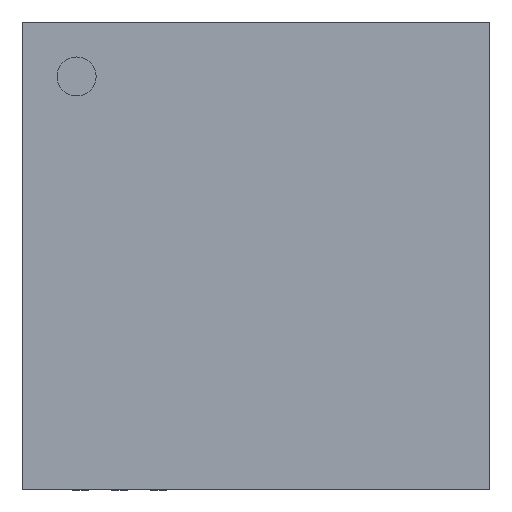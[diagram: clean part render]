
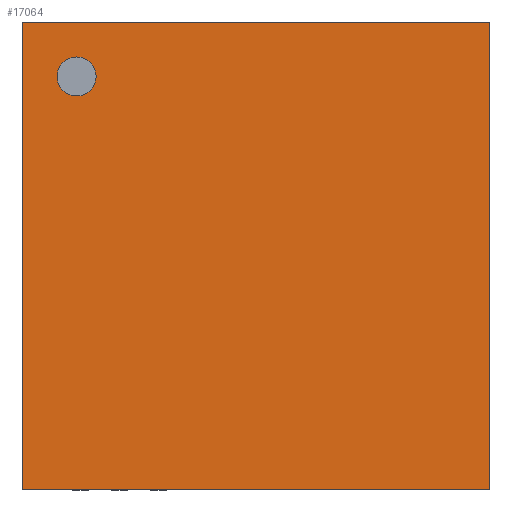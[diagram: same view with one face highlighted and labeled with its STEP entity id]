
A CAD part, top view. The second image highlights one B-rep face of the part: STEP entity #17064.
In plain terms, the highlighted planar face has unit normal (0, 0, 1).
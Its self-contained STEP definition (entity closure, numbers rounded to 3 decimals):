
#443 = PLANE('',#444);
#444 = AXIS2_PLACEMENT_3D('',#445,#446,#447);
#445 = CARTESIAN_POINT('',(-2.99,-2.99,0.02));
#446 = DIRECTION('',(1.,0.,0.));
#447 = DIRECTION('',(0.,0.,1.));
#471 = PLANE('',#472);
#472 = AXIS2_PLACEMENT_3D('',#473,#474,#475);
#473 = CARTESIAN_POINT('',(-2.99,-2.99,0.02));
#474 = DIRECTION('',(0.,1.,0.));
#475 = DIRECTION('',(0.,0.,1.));
#1599 = PLANE('',#1600);
#1600 = AXIS2_PLACEMENT_3D('',#1601,#1602,#1603);
#1601 = CARTESIAN_POINT('',(2.99,-2.99,0.02));
#1602 = DIRECTION('',(1.,0.,0.));
#1603 = DIRECTION('',(0.,0.,1.));
#2727 = PLANE('',#2728);
#2728 = AXIS2_PLACEMENT_3D('',#2729,#2730,#2731);
#2729 = CARTESIAN_POINT('',(-2.99,2.99,0.02));
#2730 = DIRECTION('',(0.,1.,0.));
#2731 = DIRECTION('',(0.,0.,1.));
#4947 = EDGE_CURVE('',#4948,#4950,#4952,.T.);
#4948 = VERTEX_POINT('',#4949);
#4949 = CARTESIAN_POINT('',(-2.99,-2.99,1.));
#4950 = VERTEX_POINT('',#4951);
#4951 = CARTESIAN_POINT('',(-2.99,2.99,1.));
#4952 = SURFACE_CURVE('',#4953,(#4957,#4964),.PCURVE_S1.);
#4953 = LINE('',#4954,#4955);
#4954 = CARTESIAN_POINT('',(-2.99,-2.99,1.));
#4955 = VECTOR('',#4956,1.);
#4956 = DIRECTION('',(0.,1.,0.));
#4957 = PCURVE('',#443,#4958);
#4958 = DEFINITIONAL_REPRESENTATION('',(#4959),#4963);
#4959 = LINE('',#4960,#4961);
#4960 = CARTESIAN_POINT('',(0.98,0.));
#4961 = VECTOR('',#4962,1.);
#4962 = DIRECTION('',(0.,-1.));
#4963 = ( GEOMETRIC_REPRESENTATION_CONTEXT(2) 
PARAMETRIC_REPRESENTATION_CONTEXT() REPRESENTATION_CONTEXT('2D SPACE',''
  ) );
#4964 = PCURVE('',#4965,#4970);
#4965 = PLANE('',#4966);
#4966 = AXIS2_PLACEMENT_3D('',#4967,#4968,#4969);
#4967 = CARTESIAN_POINT('',(-2.99,-2.99,1.));
#4968 = DIRECTION('',(0.,0.,1.));
#4969 = DIRECTION('',(1.,0.,0.));
#4970 = DEFINITIONAL_REPRESENTATION('',(#4971),#4975);
#4971 = LINE('',#4972,#4973);
#4972 = CARTESIAN_POINT('',(0.,0.));
#4973 = VECTOR('',#4974,1.);
#4974 = DIRECTION('',(0.,1.));
#4975 = ( GEOMETRIC_REPRESENTATION_CONTEXT(2) 
PARAMETRIC_REPRESENTATION_CONTEXT() REPRESENTATION_CONTEXT('2D SPACE',''
  ) );
#5725 = EDGE_CURVE('',#4948,#5726,#5728,.T.);
#5726 = VERTEX_POINT('',#5727);
#5727 = CARTESIAN_POINT('',(2.99,-2.99,1.));
#5728 = SURFACE_CURVE('',#5729,(#5733,#5740),.PCURVE_S1.);
#5729 = LINE('',#5730,#5731);
#5730 = CARTESIAN_POINT('',(-2.99,-2.99,1.));
#5731 = VECTOR('',#5732,1.);
#5732 = DIRECTION('',(1.,0.,0.));
#5733 = PCURVE('',#471,#5734);
#5734 = DEFINITIONAL_REPRESENTATION('',(#5735),#5739);
#5735 = LINE('',#5736,#5737);
#5736 = CARTESIAN_POINT('',(0.98,0.));
#5737 = VECTOR('',#5738,1.);
#5738 = DIRECTION('',(0.,1.));
#5739 = ( GEOMETRIC_REPRESENTATION_CONTEXT(2) 
PARAMETRIC_REPRESENTATION_CONTEXT() REPRESENTATION_CONTEXT('2D SPACE',''
  ) );
#5740 = PCURVE('',#4965,#5741);
#5741 = DEFINITIONAL_REPRESENTATION('',(#5742),#5746);
#5742 = LINE('',#5743,#5744);
#5743 = CARTESIAN_POINT('',(0.,0.));
#5744 = VECTOR('',#5745,1.);
#5745 = DIRECTION('',(1.,0.));
#5746 = ( GEOMETRIC_REPRESENTATION_CONTEXT(2) 
PARAMETRIC_REPRESENTATION_CONTEXT() REPRESENTATION_CONTEXT('2D SPACE',''
  ) );
#11034 = EDGE_CURVE('',#4950,#11035,#11037,.T.);
#11035 = VERTEX_POINT('',#11036);
#11036 = CARTESIAN_POINT('',(2.99,2.99,1.));
#11037 = SURFACE_CURVE('',#11038,(#11042,#11049),.PCURVE_S1.);
#11038 = LINE('',#11039,#11040);
#11039 = CARTESIAN_POINT('',(-2.99,2.99,1.));
#11040 = VECTOR('',#11041,1.);
#11041 = DIRECTION('',(1.,0.,0.));
#11042 = PCURVE('',#2727,#11043);
#11043 = DEFINITIONAL_REPRESENTATION('',(#11044),#11048);
#11044 = LINE('',#11045,#11046);
#11045 = CARTESIAN_POINT('',(0.98,0.));
#11046 = VECTOR('',#11047,1.);
#11047 = DIRECTION('',(0.,1.));
#11048 = ( GEOMETRIC_REPRESENTATION_CONTEXT(2) 
PARAMETRIC_REPRESENTATION_CONTEXT() REPRESENTATION_CONTEXT('2D SPACE',''
  ) );
#11049 = PCURVE('',#4965,#11050);
#11050 = DEFINITIONAL_REPRESENTATION('',(#11051),#11055);
#11051 = LINE('',#11052,#11053);
#11052 = CARTESIAN_POINT('',(0.,5.98));
#11053 = VECTOR('',#11054,1.);
#11054 = DIRECTION('',(1.,0.));
#11055 = ( GEOMETRIC_REPRESENTATION_CONTEXT(2) 
PARAMETRIC_REPRESENTATION_CONTEXT() REPRESENTATION_CONTEXT('2D SPACE',''
  ) );
#11781 = EDGE_CURVE('',#5726,#11035,#11782,.T.);
#11782 = SURFACE_CURVE('',#11783,(#11787,#11794),.PCURVE_S1.);
#11783 = LINE('',#11784,#11785);
#11784 = CARTESIAN_POINT('',(2.99,-2.99,1.));
#11785 = VECTOR('',#11786,1.);
#11786 = DIRECTION('',(0.,1.,0.));
#11787 = PCURVE('',#1599,#11788);
#11788 = DEFINITIONAL_REPRESENTATION('',(#11789),#11793);
#11789 = LINE('',#11790,#11791);
#11790 = CARTESIAN_POINT('',(0.98,0.));
#11791 = VECTOR('',#11792,1.);
#11792 = DIRECTION('',(0.,-1.));
#11793 = ( GEOMETRIC_REPRESENTATION_CONTEXT(2) 
PARAMETRIC_REPRESENTATION_CONTEXT() REPRESENTATION_CONTEXT('2D SPACE',''
  ) );
#11794 = PCURVE('',#4965,#11795);
#11795 = DEFINITIONAL_REPRESENTATION('',(#11796),#11800);
#11796 = LINE('',#11797,#11798);
#11797 = CARTESIAN_POINT('',(5.98,0.));
#11798 = VECTOR('',#11799,1.);
#11799 = DIRECTION('',(0.,1.));
#11800 = ( GEOMETRIC_REPRESENTATION_CONTEXT(2) 
PARAMETRIC_REPRESENTATION_CONTEXT() REPRESENTATION_CONTEXT('2D SPACE',''
  ) );
#17064 = ADVANCED_FACE('',(#17065,#17071),#4965,.T.);
#17065 = FACE_BOUND('',#17066,.T.);
#17066 = EDGE_LOOP('',(#17067,#17068,#17069,#17070));
#17067 = ORIENTED_EDGE('',*,*,#4947,.F.);
#17068 = ORIENTED_EDGE('',*,*,#5725,.T.);
#17069 = ORIENTED_EDGE('',*,*,#11781,.T.);
#17070 = ORIENTED_EDGE('',*,*,#11034,.F.);
#17071 = FACE_BOUND('',#17072,.T.);
#17072 = EDGE_LOOP('',(#17073));
#17073 = ORIENTED_EDGE('',*,*,#17074,.T.);
#17074 = EDGE_CURVE('',#17075,#17075,#17077,.T.);
#17075 = VERTEX_POINT('',#17076);
#17076 = CARTESIAN_POINT('',(-2.05,-2.3,1.));
#17077 = SURFACE_CURVE('',#17078,(#17083,#17094),.PCURVE_S1.);
#17078 = CIRCLE('',#17079,0.25);
#17079 = AXIS2_PLACEMENT_3D('',#17080,#17081,#17082);
#17080 = CARTESIAN_POINT('',(-2.3,-2.3,1.));
#17081 = DIRECTION('',(0.,0.,-1.));
#17082 = DIRECTION('',(1.,0.,0.));
#17083 = PCURVE('',#4965,#17084);
#17084 = DEFINITIONAL_REPRESENTATION('',(#17085),#17093);
#17085 = ( BOUNDED_CURVE() B_SPLINE_CURVE(2,(#17086,#17087,#17088,#17089
    ,#17090,#17091,#17092),.UNSPECIFIED.,.T.,.F.) 
B_SPLINE_CURVE_WITH_KNOTS((1,2,2,2,2,1),(-2.094,0.,
    2.094,4.189,6.283,8.378),
.UNSPECIFIED.) CURVE() GEOMETRIC_REPRESENTATION_ITEM() 
RATIONAL_B_SPLINE_CURVE((1.,0.5,1.,0.5,1.,0.5,1.)) REPRESENTATION_ITEM(
  '') );
#17086 = CARTESIAN_POINT('',(0.94,0.69));
#17087 = CARTESIAN_POINT('',(0.94,0.257));
#17088 = CARTESIAN_POINT('',(0.565,0.473));
#17089 = CARTESIAN_POINT('',(0.19,0.69));
#17090 = CARTESIAN_POINT('',(0.565,0.907));
#17091 = CARTESIAN_POINT('',(0.94,1.123));
#17092 = CARTESIAN_POINT('',(0.94,0.69));
#17093 = ( GEOMETRIC_REPRESENTATION_CONTEXT(2) 
PARAMETRIC_REPRESENTATION_CONTEXT() REPRESENTATION_CONTEXT('2D SPACE',''
  ) );
#17094 = PCURVE('',#17095,#17100);
#17095 = CYLINDRICAL_SURFACE('',#17096,0.25);
#17096 = AXIS2_PLACEMENT_3D('',#17097,#17098,#17099);
#17097 = CARTESIAN_POINT('',(-2.3,-2.3,1.01));
#17098 = DIRECTION('',(-0.,-0.,-1.));
#17099 = DIRECTION('',(1.,0.,0.));
#17100 = DEFINITIONAL_REPRESENTATION('',(#17101),#17105);
#17101 = LINE('',#17102,#17103);
#17102 = CARTESIAN_POINT('',(-6.283,0.01));
#17103 = VECTOR('',#17104,1.);
#17104 = DIRECTION('',(1.,-0.));
#17105 = ( GEOMETRIC_REPRESENTATION_CONTEXT(2) 
PARAMETRIC_REPRESENTATION_CONTEXT() REPRESENTATION_CONTEXT('2D SPACE',''
  ) );
